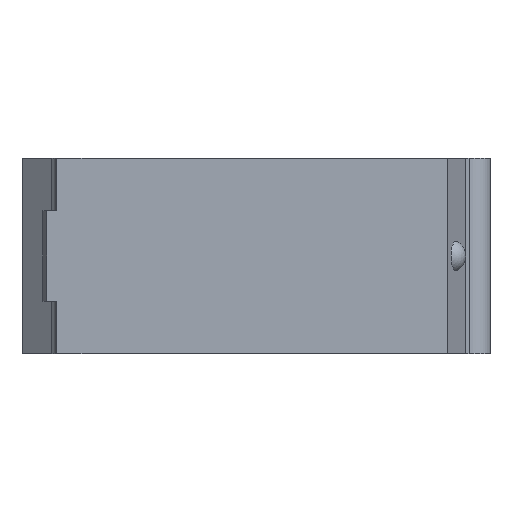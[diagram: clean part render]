
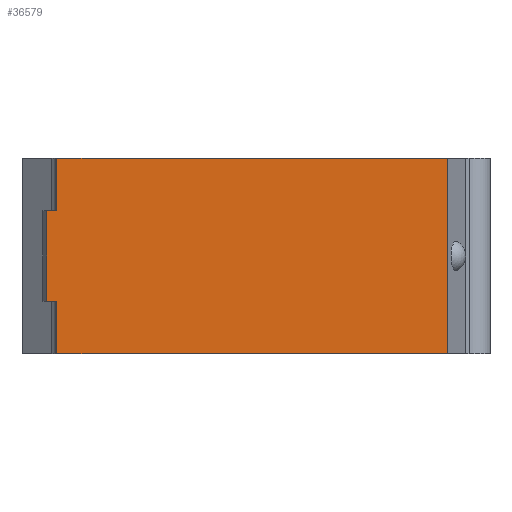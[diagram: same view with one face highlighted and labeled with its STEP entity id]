
A CAD part, front view. The second image highlights one B-rep face of the part: STEP entity #36579.
In plain terms, the highlighted planar face has unit normal (0, -1, 0).
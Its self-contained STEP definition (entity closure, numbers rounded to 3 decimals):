
#152=DIRECTION('',(1.,0.,0.));
#153=VECTOR('',#152,27.9);
#154=CARTESIAN_POINT('',(-14.3,0.,-7.));
#155=LINE('',#154,#153);
#185=DIRECTION('',(0.,0.,1.));
#186=VECTOR('',#185,14.);
#187=CARTESIAN_POINT('',(13.6,0.,-7.));
#188=LINE('',#187,#186);
#240=DIRECTION('',(1.,0.,0.));
#241=VECTOR('',#240,27.9);
#242=CARTESIAN_POINT('',(-14.3,0.,7.));
#243=LINE('',#242,#241);
#391=DIRECTION('',(0.,0.,1.));
#392=VECTOR('',#391,3.75);
#393=CARTESIAN_POINT('',(-14.3,0.,-7.));
#394=LINE('',#393,#392);
#395=DIRECTION('',(0.,0.,1.));
#396=VECTOR('',#395,6.5);
#397=CARTESIAN_POINT('',(-15.032,0.,-3.25));
#398=LINE('',#397,#396);
#399=DIRECTION('',(0.,0.,1.));
#400=VECTOR('',#399,3.75);
#401=CARTESIAN_POINT('',(-14.3,0.,3.25));
#402=LINE('',#401,#400);
#431=DIRECTION('',(1.,0.,0.));
#432=VECTOR('',#431,0.732);
#433=CARTESIAN_POINT('',(-15.032,0.,-3.25));
#434=LINE('',#433,#432);
#435=DIRECTION('',(1.,0.,0.));
#436=VECTOR('',#435,0.732);
#437=CARTESIAN_POINT('',(-15.032,0.,3.25));
#438=LINE('',#437,#436);
#30656=CARTESIAN_POINT('',(13.6,0.,-7.));
#30658=VERTEX_POINT('',#30656);
#30728=CARTESIAN_POINT('',(-14.3,0.,-7.));
#30729=VERTEX_POINT('',#30728);
#30730=CARTESIAN_POINT('',(13.6,0.,7.));
#30732=VERTEX_POINT('',#30730);
#30802=CARTESIAN_POINT('',(-14.3,0.,7.));
#30803=VERTEX_POINT('',#30802);
#30808=CARTESIAN_POINT('',(-15.032,0.,-3.25));
#30809=VERTEX_POINT('',#30808);
#30814=CARTESIAN_POINT('',(-15.032,0.,3.25));
#30815=VERTEX_POINT('',#30814);
#30816=CARTESIAN_POINT('',(-14.3,0.,-3.25));
#30818=VERTEX_POINT('',#30816);
#30820=CARTESIAN_POINT('',(-14.3,0.,3.25));
#30822=VERTEX_POINT('',#30820);
#36559=CARTESIAN_POINT('',(-14.3,0.,-7.));
#36560=DIRECTION('',(0.,-1.,0.));
#36561=DIRECTION('',(1.,0.,0.));
#36562=AXIS2_PLACEMENT_3D('',#36559,#36560,#36561);
#36563=PLANE('',#36562);
#36565=ORIENTED_EDGE('',*,*,#36564,.T.);
#36567=ORIENTED_EDGE('',*,*,#36566,.F.);
#36569=ORIENTED_EDGE('',*,*,#36568,.T.);
#36571=ORIENTED_EDGE('',*,*,#36570,.T.);
#36573=ORIENTED_EDGE('',*,*,#36572,.T.);
#36574=ORIENTED_EDGE('',*,*,#36485,.T.);
#36575=ORIENTED_EDGE('',*,*,#36429,.F.);
#36576=ORIENTED_EDGE('',*,*,#36412,.F.);
#36577=EDGE_LOOP('',(#36565,#36567,#36569,#36571,#36573,#36574,#36575,#36576));
#36578=FACE_OUTER_BOUND('',#36577,.F.);
#36579=ADVANCED_FACE('',(#36578),#36563,.T.);
#36412=EDGE_CURVE('',#30729,#30658,#155,.T.);
#36429=EDGE_CURVE('',#30658,#30732,#188,.T.);
#36485=EDGE_CURVE('',#30803,#30732,#243,.T.);
#36564=EDGE_CURVE('',#30729,#30818,#394,.T.);
#36566=EDGE_CURVE('',#30809,#30818,#434,.T.);
#36568=EDGE_CURVE('',#30809,#30815,#398,.T.);
#36570=EDGE_CURVE('',#30815,#30822,#438,.T.);
#36572=EDGE_CURVE('',#30822,#30803,#402,.T.);
